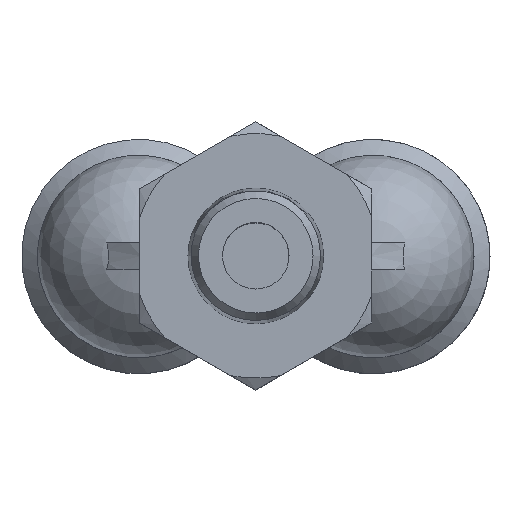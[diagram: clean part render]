
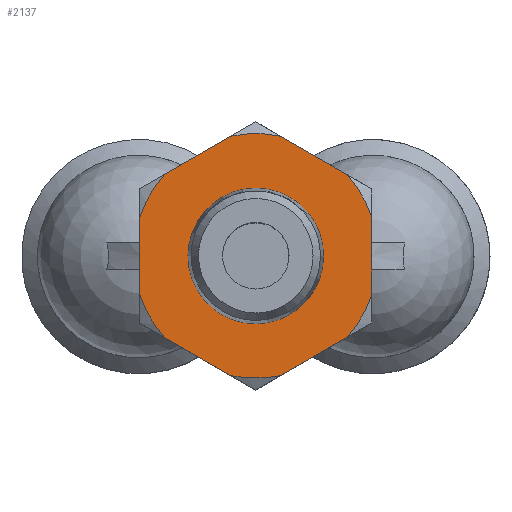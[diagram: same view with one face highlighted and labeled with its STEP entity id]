
A CAD part, top view. The second image highlights one B-rep face of the part: STEP entity #2137.
In plain terms, the highlighted planar face has unit normal (0, 0, 1).
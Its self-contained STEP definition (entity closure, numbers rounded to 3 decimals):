
#228=CIRCLE('',#2305,5.098);
#229=CIRCLE('',#2307,9.189);
#230=CIRCLE('',#2308,9.189);
#231=CIRCLE('',#2309,9.189);
#232=CIRCLE('',#2310,9.189);
#233=CIRCLE('',#2311,9.189);
#234=CIRCLE('',#2312,9.189);
#570=ORIENTED_EDGE('',*,*,#840,.F.);
#571=ORIENTED_EDGE('',*,*,#791,.F.);
#572=ORIENTED_EDGE('',*,*,#841,.T.);
#573=ORIENTED_EDGE('',*,*,#835,.F.);
#574=ORIENTED_EDGE('',*,*,#842,.T.);
#575=ORIENTED_EDGE('',*,*,#827,.F.);
#576=ORIENTED_EDGE('',*,*,#843,.T.);
#577=ORIENTED_EDGE('',*,*,#818,.F.);
#578=ORIENTED_EDGE('',*,*,#844,.T.);
#579=ORIENTED_EDGE('',*,*,#809,.F.);
#580=ORIENTED_EDGE('',*,*,#845,.T.);
#581=ORIENTED_EDGE('',*,*,#800,.F.);
#582=ORIENTED_EDGE('',*,*,#846,.T.);
#791=EDGE_CURVE('',#960,#961,#1035,.T.);
#800=EDGE_CURVE('',#967,#968,#1038,.T.);
#809=EDGE_CURVE('',#974,#975,#1041,.T.);
#818=EDGE_CURVE('',#981,#982,#1044,.T.);
#827=EDGE_CURVE('',#988,#989,#1047,.T.);
#835=EDGE_CURVE('',#993,#994,#1049,.T.);
#840=EDGE_CURVE('',#998,#998,#228,.T.);
#841=EDGE_CURVE('',#960,#994,#229,.T.);
#842=EDGE_CURVE('',#993,#989,#230,.T.);
#843=EDGE_CURVE('',#988,#982,#231,.T.);
#844=EDGE_CURVE('',#981,#975,#232,.T.);
#845=EDGE_CURVE('',#974,#968,#233,.T.);
#846=EDGE_CURVE('',#967,#961,#234,.T.);
#960=VERTEX_POINT('',#3195);
#961=VERTEX_POINT('',#3197);
#967=VERTEX_POINT('',#3230);
#968=VERTEX_POINT('',#3232);
#974=VERTEX_POINT('',#3265);
#975=VERTEX_POINT('',#3267);
#981=VERTEX_POINT('',#3300);
#982=VERTEX_POINT('',#3302);
#988=VERTEX_POINT('',#3335);
#989=VERTEX_POINT('',#3337);
#993=VERTEX_POINT('',#3367);
#994=VERTEX_POINT('',#3369);
#998=VERTEX_POINT('',#3384);
#1035=LINE('',#3196,#1077);
#1038=LINE('',#3231,#1080);
#1041=LINE('',#3266,#1083);
#1044=LINE('',#3301,#1086);
#1047=LINE('',#3336,#1089);
#1049=LINE('',#3368,#1091);
#1077=VECTOR('',#2629,1000.);
#1080=VECTOR('',#2634,1000.);
#1083=VECTOR('',#2639,1000.);
#1086=VECTOR('',#2644,1000.);
#1089=VECTOR('',#2649,1000.);
#1091=VECTOR('',#2653,1000.);
#1185=EDGE_LOOP('',(#570));
#1186=EDGE_LOOP('',(#571,#572,#573,#574,#575,#576,#577,#578,#579,#580,#581,
#582));
#1319=FACE_BOUND('',#1185,.T.);
#1320=FACE_BOUND('',#1186,.T.);
#1385=PLANE('',#2306);
#2137=ADVANCED_FACE('',(#1319,#1320),#1385,.F.);
#2305=AXIS2_PLACEMENT_3D('',#3383,#2666,#2667);
#2306=AXIS2_PLACEMENT_3D('',#3385,#2668,#2669);
#2307=AXIS2_PLACEMENT_3D('',#3386,#2670,#2671);
#2308=AXIS2_PLACEMENT_3D('',#3387,#2672,#2673);
#2309=AXIS2_PLACEMENT_3D('',#3388,#2674,#2675);
#2310=AXIS2_PLACEMENT_3D('',#3389,#2676,#2677);
#2311=AXIS2_PLACEMENT_3D('',#3390,#2678,#2679);
#2312=AXIS2_PLACEMENT_3D('',#3391,#2680,#2681);
#2629=DIRECTION('',(0.,1.,0.));
#2634=DIRECTION('',(0.866,0.5,0.));
#2639=DIRECTION('',(0.866,-0.5,0.));
#2644=DIRECTION('',(0.,-1.,0.));
#2649=DIRECTION('',(-0.866,-0.5,0.));
#2653=DIRECTION('',(-0.866,0.5,0.));
#2666=DIRECTION('',(0.,0.,1.));
#2667=DIRECTION('',(1.,0.,0.));
#2668=DIRECTION('',(0.,0.,-1.));
#2669=DIRECTION('',(-1.,0.,0.));
#2670=DIRECTION('',(0.,0.,1.));
#2671=DIRECTION('',(1.,0.,0.));
#2672=DIRECTION('',(0.,0.,1.));
#2673=DIRECTION('',(1.,0.,0.));
#2674=DIRECTION('',(0.,0.,1.));
#2675=DIRECTION('',(1.,0.,0.));
#2676=DIRECTION('',(0.,0.,1.));
#2677=DIRECTION('',(1.,0.,0.));
#2678=DIRECTION('',(0.,0.,1.));
#2679=DIRECTION('',(1.,0.,0.));
#2680=DIRECTION('',(0.,0.,1.));
#2681=DIRECTION('',(1.,0.,0.));
#3195=CARTESIAN_POINT('',(-8.73,-2.869,44.1));
#3196=CARTESIAN_POINT('',(-8.73,0.,44.1));
#3197=CARTESIAN_POINT('',(-8.73,2.869,44.1));
#3230=CARTESIAN_POINT('',(-6.85,6.126,44.1));
#3231=CARTESIAN_POINT('',(2.527,11.54,44.1));
#3232=CARTESIAN_POINT('',(-1.88,8.995,44.1));
#3265=CARTESIAN_POINT('',(1.88,8.995,44.1));
#3266=CARTESIAN_POINT('',(11.257,3.581,44.1));
#3267=CARTESIAN_POINT('',(6.85,6.126,44.1));
#3300=CARTESIAN_POINT('',(8.73,2.869,44.1));
#3301=CARTESIAN_POINT('',(8.73,0.,44.1));
#3302=CARTESIAN_POINT('',(8.73,-2.869,44.1));
#3335=CARTESIAN_POINT('',(6.85,-6.126,44.1));
#3336=CARTESIAN_POINT('',(11.257,-3.581,44.1));
#3337=CARTESIAN_POINT('',(1.88,-8.995,44.1));
#3367=CARTESIAN_POINT('',(-1.88,-8.995,44.1));
#3368=CARTESIAN_POINT('',(2.527,-11.54,44.1));
#3369=CARTESIAN_POINT('',(-6.85,-6.126,44.1));
#3383=CARTESIAN_POINT('',(0.,0.,44.1));
#3384=CARTESIAN_POINT('',(5.098,0.,44.1));
#3385=CARTESIAN_POINT('',(9.189,0.,44.1));
#3386=CARTESIAN_POINT('',(0.,0.,44.1));
#3387=CARTESIAN_POINT('',(0.,0.,44.1));
#3388=CARTESIAN_POINT('',(0.,0.,44.1));
#3389=CARTESIAN_POINT('',(0.,0.,44.1));
#3390=CARTESIAN_POINT('',(0.,0.,44.1));
#3391=CARTESIAN_POINT('',(0.,0.,44.1));
